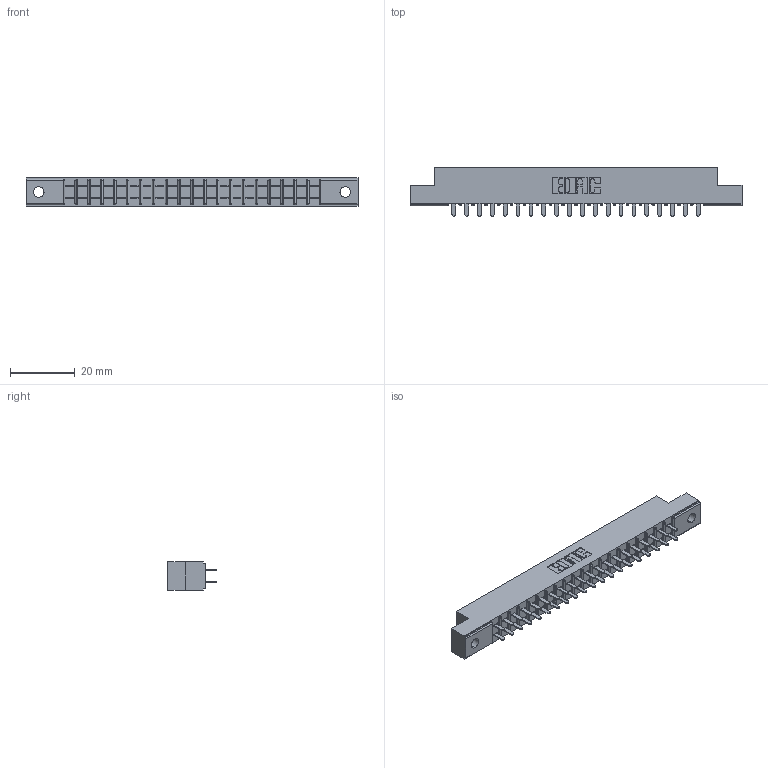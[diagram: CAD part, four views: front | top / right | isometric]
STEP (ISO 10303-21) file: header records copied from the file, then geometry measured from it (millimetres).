
FILE_DESCRIPTION (( 'STEP AP203' ), '1' );
FILE_NAME ('355-040-521-502.STEP', '2019-09-11T11:27:17', ( '' ), ( '' ), 'SwSTEP 2.0', 'SolidWorks 2016', '' );
FILE_SCHEMA (( 'CONFIG_CONTROL_DESIGN' ));
Length unit declared in the file: inch
Products named in the file (3): 305-290-001_521; 355-040-521-502; 305 Part_.128 Dia
Assembly tree (41 placements, depth 2):
  355-040-521-502
    305 Part_.128 Dia
    305-290-001_521  x40
Bounding box: 102.26 x 14.86 x 8.71 mm (x, y, z)
Volume: 6062 mm3; surface area: 11536.7 mm2
Topology: 41 solids, 41 shells, 1956 faces, 5576 edges, 3608 vertices
Faces by surface type: plane 1148, cylinder 728, sphere 80
Entity records: 24215 total; most frequent: CARTESIAN_POINT 4006, ORIENTED_EDGE 3972, DIRECTION 3892, EDGE_CURVE 1986, LINE 1584, VECTOR 1584, VERTEX_POINT 1268, AXIS2_PLACEMENT_3D 1154
